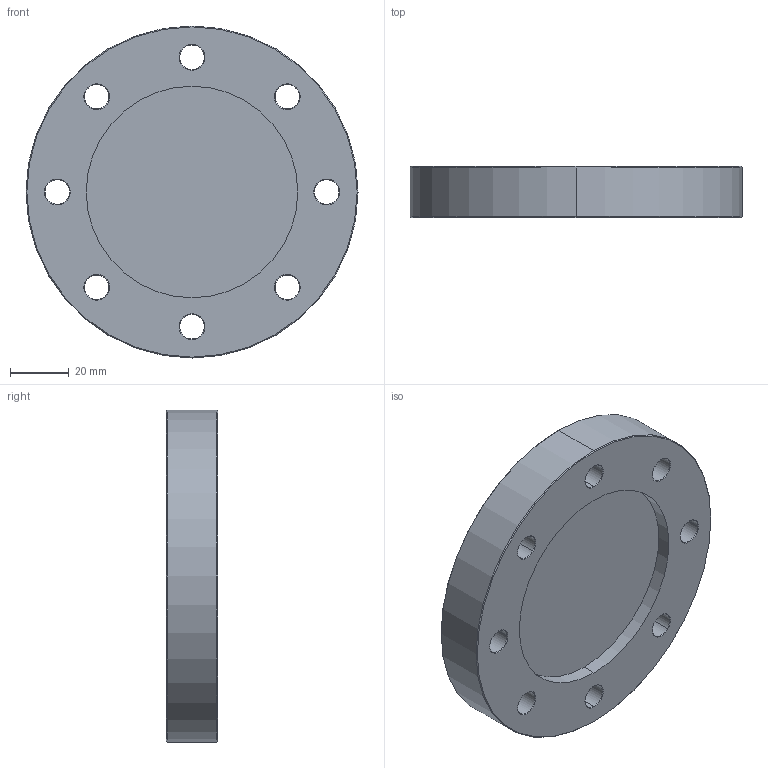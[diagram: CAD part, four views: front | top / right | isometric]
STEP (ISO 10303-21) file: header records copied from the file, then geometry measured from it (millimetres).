
FILE_DESCRIPTION (( 'STEP AP214' ), '1' );
FILE_NAME ('Hositrad_CF63-BR.STEP', '2011-11-04T08:49:35', ( '' ), ( '' ), 'SwSTEP 2.0', 'SolidWorks 2011', '' );
FILE_SCHEMA (( 'AUTOMOTIVE_DESIGN' ));
Length unit declared in the file: millimetre
Products named in the file (1): Hositrad_CF63-BR
Bounding box: 113.5 x 17.5 x 113.5 mm (x, y, z)
Volume: 143063.9 mm3; surface area: 38945.1 mm2
Topology: 2 solids, 2 shells, 71 faces, 156 edges, 90 vertices
Faces by surface type: cone 42, cylinder 24, plane 5
Entity records: 2023 total; most frequent: DIRECTION 390, CARTESIAN_POINT 318, ORIENTED_EDGE 312, AXIS2_PLACEMENT_3D 162, EDGE_CURVE 156, CIRCLE 90, EDGE_LOOP 90, VERTEX_POINT 90
